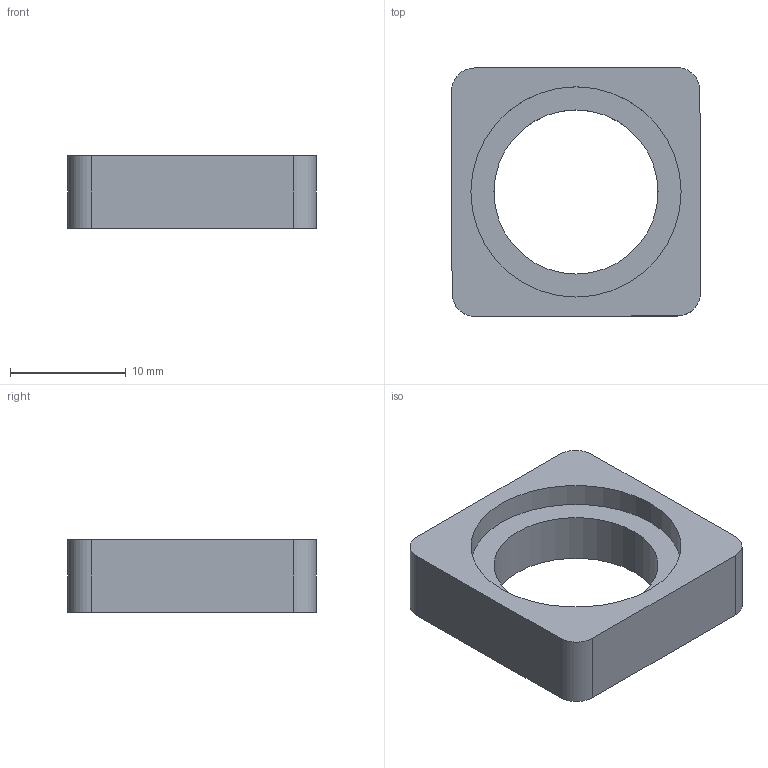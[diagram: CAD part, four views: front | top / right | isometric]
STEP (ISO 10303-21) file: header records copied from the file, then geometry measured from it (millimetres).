
FILE_DESCRIPTION (( 'STEP AP203' ), '1' );
FILE_NAME ('Guide ecrou_Défaut_sldprt.STEP', '2024-09-06T13:39:50', ( '' ), ( '' ), 'SwSTEP 2.0', 'SolidWorks 2020', '' );
FILE_SCHEMA (( 'CONFIG_CONTROL_DESIGN' ));
Length unit declared in the file: millimetre
Products named in the file (1): Guide ecrou_Défaut_sldprt
Bounding box: 21.55 x 21.55 x 6.3 mm (x, y, z)
Volume: 1689.3 mm3; surface area: 1427.2 mm2
Topology: 1 solids, 1 shells, 16 faces, 39 edges, 26 vertices
Faces by surface type: cylinder 9, plane 7
Entity records: 562 total; most frequent: DIRECTION 91, CARTESIAN_POINT 82, ORIENTED_EDGE 78, EDGE_CURVE 39, AXIS2_PLACEMENT_3D 35, VERTEX_POINT 26, VECTOR 21, LINE 21
